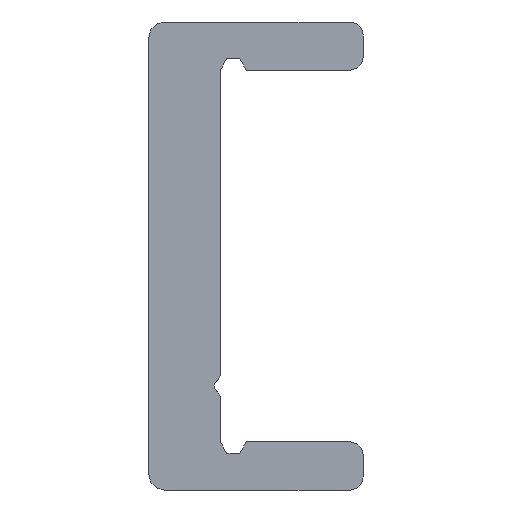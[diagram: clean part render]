
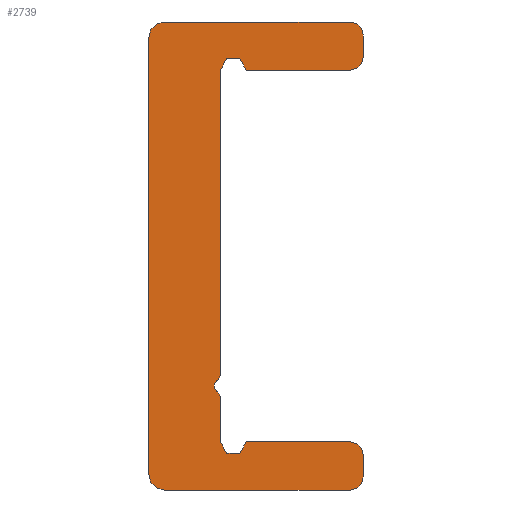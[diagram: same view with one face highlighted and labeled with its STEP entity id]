
A CAD part, left-side view. The second image highlights one B-rep face of the part: STEP entity #2739.
In plain terms, the highlighted planar face has unit normal (-1, 0, 0).
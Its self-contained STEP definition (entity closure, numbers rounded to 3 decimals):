
#1892=CARTESIAN_POINT('',(0.0,1.375,-4.567));
#1893=VERTEX_POINT('',#1892);
#1900=CARTESIAN_POINT('',(0.0,1.5,-4.783));
#1901=VERTEX_POINT('',#1900);
#1902=CARTESIAN_POINT('',(0.0,1.625,-4.567));
#1903=DIRECTION('',(1.0,0.0,0.0));
#1904=DIRECTION('',(0.0,-1.0,0.0));
#1905=AXIS2_PLACEMENT_3D('',#1902,#1903,#1904);
#1906=CIRCLE('',#1905,0.25);
#1907=EDGE_CURVE('',#1893,#1901,#1906,.T.);
#2017=CARTESIAN_POINT('',(0.0,1.375,7.15));
#2018=VERTEX_POINT('',#2017);
#2025=CARTESIAN_POINT('',(0.0,1.375,7.15));
#2026=DIRECTION('',(0.0,0.0,-1.0));
#2027=VECTOR('',#2026,11.717);
#2028=LINE('',#2025,#2027);
#2029=EDGE_CURVE('',#2018,#1893,#2028,.T.);
#2093=CARTESIAN_POINT('',(0.0,-4.125,-8.5));
#2094=VERTEX_POINT('',#2093);
#2101=CARTESIAN_POINT('',(0.0,-3.625,-9.0));
#2102=VERTEX_POINT('',#2101);
#2103=CARTESIAN_POINT('',(0.0,-3.625,-8.5));
#2104=DIRECTION('',(1.0,0.0,0.0));
#2105=DIRECTION('',(0.0,-1.0,0.0));
#2106=AXIS2_PLACEMENT_3D('',#2103,#2104,#2105);
#2107=CIRCLE('',#2106,0.5);
#2108=EDGE_CURVE('',#2094,#2102,#2107,.T.);
#2132=CARTESIAN_POINT('',(0.0,-4.125,-7.65));
#2133=VERTEX_POINT('',#2132);
#2140=CARTESIAN_POINT('',(0.0,-4.125,-7.65));
#2141=DIRECTION('',(0.0,0.0,-1.0));
#2142=VECTOR('',#2141,0.85);
#2143=LINE('',#2140,#2142);
#2144=EDGE_CURVE('',#2133,#2094,#2143,.T.);
#2164=CARTESIAN_POINT('',(0.0,-3.625,-7.15));
#2165=VERTEX_POINT('',#2164);
#2172=CARTESIAN_POINT('',(0.0,-3.625,-7.65));
#2173=DIRECTION('',(1.0,0.0,0.0));
#2174=DIRECTION('',(0.0,0.0,1.0));
#2175=AXIS2_PLACEMENT_3D('',#2172,#2173,#2174);
#2176=CIRCLE('',#2175,0.5);
#2177=EDGE_CURVE('',#2165,#2133,#2176,.T.);
#2196=CARTESIAN_POINT('',(0.0,0.375,-7.15));
#2197=VERTEX_POINT('',#2196);
#2204=CARTESIAN_POINT('',(0.0,0.375,-7.15));
#2205=DIRECTION('',(0.0,-1.0,0.0));
#2206=VECTOR('',#2205,4.);
#2207=LINE('',#2204,#2206);
#2208=EDGE_CURVE('',#2197,#2165,#2207,.T.);
#2228=CARTESIAN_POINT('',(0.0,1.375,-7.15));
#2229=VERTEX_POINT('',#2228);
#2236=CARTESIAN_POINT('',(0.0,0.875,-7.15));
#2237=DIRECTION('',(-1.0,0.0,0.0));
#2238=DIRECTION('',(0.0,1.,0.));
#2239=AXIS2_PLACEMENT_3D('',#2236,#2237,#2238);
#2240=CIRCLE('',#2239,0.5);
#2241=EDGE_CURVE('',#2229,#2197,#2240,.T.);
#2260=CARTESIAN_POINT('',(0.0,1.375,-5.433));
#2261=VERTEX_POINT('',#2260);
#2268=CARTESIAN_POINT('',(0.0,1.375,-5.433));
#2269=DIRECTION('',(0.0,0.0,-1.0));
#2270=VECTOR('',#2269,1.717);
#2271=LINE('',#2268,#2270);
#2272=EDGE_CURVE('',#2261,#2229,#2271,.T.);
#2292=CARTESIAN_POINT('',(0.0,1.5,-5.217));
#2293=VERTEX_POINT('',#2292);
#2300=CARTESIAN_POINT('',(0.0,1.625,-5.433));
#2301=DIRECTION('',(1.0,0.0,0.0));
#2302=DIRECTION('',(0.0,-0.5,0.866));
#2303=AXIS2_PLACEMENT_3D('',#2300,#2301,#2302);
#2304=CIRCLE('',#2303,0.25);
#2305=EDGE_CURVE('',#2293,#2261,#2304,.T.);
#2324=CARTESIAN_POINT('',(0.0,1.375,-5.0));
#2325=DIRECTION('',(-1.0,0.0,0.0));
#2326=DIRECTION('',(0.0,-0.5,0.866));
#2327=AXIS2_PLACEMENT_3D('',#2324,#2325,#2326);
#2328=CIRCLE('',#2327,0.25);
#2329=EDGE_CURVE('',#1901,#2293,#2328,.T.);
#2349=CARTESIAN_POINT('',(0.0,0.375,7.15));
#2350=VERTEX_POINT('',#2349);
#2357=CARTESIAN_POINT('',(0.0,0.875,7.15));
#2358=DIRECTION('',(-1.0,0.0,0.0));
#2359=DIRECTION('',(0.0,-1.0,0.0));
#2360=AXIS2_PLACEMENT_3D('',#2357,#2358,#2359);
#2361=CIRCLE('',#2360,0.5);
#2362=EDGE_CURVE('',#2350,#2018,#2361,.T.);
#2381=CARTESIAN_POINT('',(0.0,-3.625,7.15));
#2382=VERTEX_POINT('',#2381);
#2389=CARTESIAN_POINT('',(0.0,-3.625,7.15));
#2390=DIRECTION('',(0.0,1.0,0.0));
#2391=VECTOR('',#2390,4.0);
#2392=LINE('',#2389,#2391);
#2393=EDGE_CURVE('',#2382,#2350,#2392,.T.);
#2413=CARTESIAN_POINT('',(0.0,-4.125,7.65));
#2414=VERTEX_POINT('',#2413);
#2421=CARTESIAN_POINT('',(0.0,-3.625,7.65));
#2422=DIRECTION('',(1.0,0.0,0.0));
#2423=DIRECTION('',(0.0,-1.0,0.0));
#2424=AXIS2_PLACEMENT_3D('',#2421,#2422,#2423);
#2425=CIRCLE('',#2424,0.5);
#2426=EDGE_CURVE('',#2414,#2382,#2425,.T.);
#2445=CARTESIAN_POINT('',(0.0,-4.125,8.5));
#2446=VERTEX_POINT('',#2445);
#2453=CARTESIAN_POINT('',(0.0,-4.125,8.5));
#2454=DIRECTION('',(0.0,0.0,-1.0));
#2455=VECTOR('',#2454,0.85);
#2456=LINE('',#2453,#2455);
#2457=EDGE_CURVE('',#2446,#2414,#2456,.T.);
#2477=CARTESIAN_POINT('',(0.0,-3.625,9.0));
#2478=VERTEX_POINT('',#2477);
#2485=CARTESIAN_POINT('',(0.0,-3.625,8.5));
#2486=DIRECTION('',(1.0,0.0,0.0));
#2487=DIRECTION('',(0.0,0.0,1.0));
#2488=AXIS2_PLACEMENT_3D('',#2485,#2486,#2487);
#2489=CIRCLE('',#2488,0.5);
#2490=EDGE_CURVE('',#2478,#2446,#2489,.T.);
#2509=CARTESIAN_POINT('',(0.0,3.525,9.0));
#2510=VERTEX_POINT('',#2509);
#2517=CARTESIAN_POINT('',(0.0,3.525,9.0));
#2518=DIRECTION('',(0.0,-1.0,0.0));
#2519=VECTOR('',#2518,7.15);
#2520=LINE('',#2517,#2519);
#2521=EDGE_CURVE('',#2510,#2478,#2520,.T.);
#2541=CARTESIAN_POINT('',(0.0,4.125,8.4));
#2542=VERTEX_POINT('',#2541);
#2549=CARTESIAN_POINT('',(0.0,3.525,8.4));
#2550=DIRECTION('',(1.0,0.0,0.0));
#2551=DIRECTION('',(0.0,1.0,0.0));
#2552=AXIS2_PLACEMENT_3D('',#2549,#2550,#2551);
#2553=CIRCLE('',#2552,0.6);
#2554=EDGE_CURVE('',#2542,#2510,#2553,.T.);
#2573=CARTESIAN_POINT('',(0.0,4.125,-8.4));
#2574=VERTEX_POINT('',#2573);
#2581=CARTESIAN_POINT('',(0.0,4.125,-8.4));
#2582=DIRECTION('',(0.0,0.0,1.0));
#2583=VECTOR('',#2582,16.8);
#2584=LINE('',#2581,#2583);
#2585=EDGE_CURVE('',#2574,#2542,#2584,.T.);
#2671=CARTESIAN_POINT('',(0.0,3.525,-9.0));
#2672=VERTEX_POINT('',#2671);
#2679=CARTESIAN_POINT('',(0.0,3.525,-8.4));
#2680=DIRECTION('',(1.0,0.0,0.0));
#2681=DIRECTION('',(0.0,0.0,-1.0));
#2682=AXIS2_PLACEMENT_3D('',#2679,#2680,#2681);
#2683=CIRCLE('',#2682,0.6);
#2684=EDGE_CURVE('',#2672,#2574,#2683,.T.);
#2702=CARTESIAN_POINT('',(0.0,-3.625,-9.0));
#2703=DIRECTION('',(0.0,1.0,0.0));
#2704=VECTOR('',#2703,7.15);
#2705=LINE('',#2702,#2704);
#2706=EDGE_CURVE('',#2102,#2672,#2705,.T.);
#2712=CARTESIAN_POINT('',(0.0,1.046,-0.014));
#2713=DIRECTION('',(1.0,0.0,0.0));
#2714=DIRECTION('',(0.0,0.0,-1.0));
#2715=AXIS2_PLACEMENT_3D('',#2712,#2713,#2714);
#2716=PLANE('',#2715);
#2717=ORIENTED_EDGE('',*,*,#2706,.F.);
#2718=ORIENTED_EDGE('',*,*,#2108,.F.);
#2719=ORIENTED_EDGE('',*,*,#2144,.F.);
#2720=ORIENTED_EDGE('',*,*,#2177,.F.);
#2721=ORIENTED_EDGE('',*,*,#2208,.F.);
#2722=ORIENTED_EDGE('',*,*,#2241,.F.);
#2723=ORIENTED_EDGE('',*,*,#2272,.F.);
#2724=ORIENTED_EDGE('',*,*,#2305,.F.);
#2725=ORIENTED_EDGE('',*,*,#2329,.F.);
#2726=ORIENTED_EDGE('',*,*,#1907,.F.);
#2727=ORIENTED_EDGE('',*,*,#2029,.F.);
#2728=ORIENTED_EDGE('',*,*,#2362,.F.);
#2729=ORIENTED_EDGE('',*,*,#2393,.F.);
#2730=ORIENTED_EDGE('',*,*,#2426,.F.);
#2731=ORIENTED_EDGE('',*,*,#2457,.F.);
#2732=ORIENTED_EDGE('',*,*,#2490,.F.);
#2733=ORIENTED_EDGE('',*,*,#2521,.F.);
#2734=ORIENTED_EDGE('',*,*,#2554,.F.);
#2735=ORIENTED_EDGE('',*,*,#2585,.F.);
#2736=ORIENTED_EDGE('',*,*,#2684,.F.);
#2737=EDGE_LOOP('',(#2717,#2718,#2719,#2720,#2721,#2722,#2723,#2724,#2725,#2726,#2727,#2728,#2729,#2730,#2731,#2732,#2733,#2734,#2735,#2736));
#2738=FACE_OUTER_BOUND('',#2737,.T.);
#2739=ADVANCED_FACE('',(#2738),#2716,.F.);
